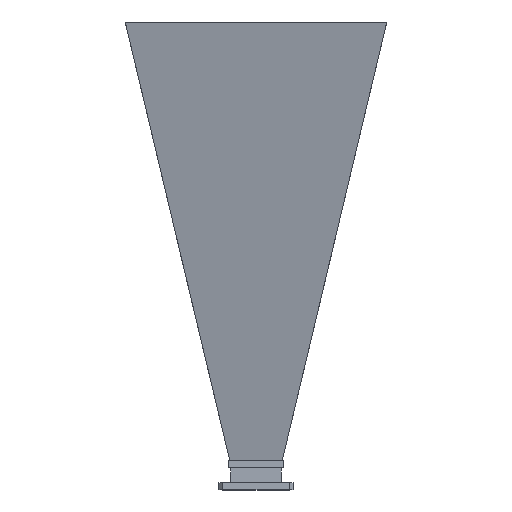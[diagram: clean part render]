
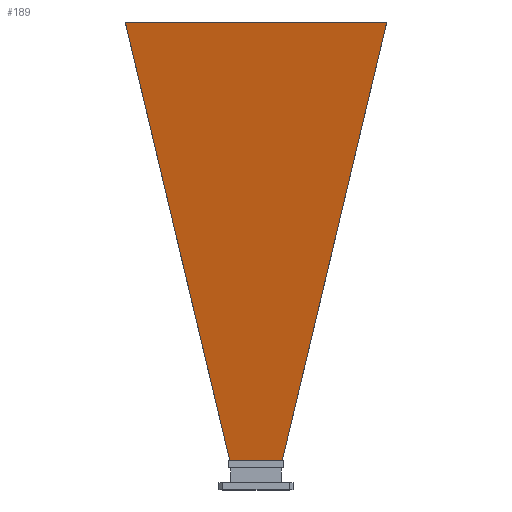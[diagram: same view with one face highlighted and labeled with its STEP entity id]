
A CAD part, top view. The second image highlights one B-rep face of the part: STEP entity #189.
In plain terms, the highlighted planar face has unit normal (0, -0.183, 0.983).
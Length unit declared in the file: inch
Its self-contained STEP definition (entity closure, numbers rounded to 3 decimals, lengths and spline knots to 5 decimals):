
#82 = VECTOR ( 'NONE', #1190, 39.37008 ) ;
#121 = VERTEX_POINT ( 'NONE', #1390 ) ;
#155 = VERTEX_POINT ( 'NONE', #310 ) ;
#162 = DIRECTION ( 'NONE',  ( 0., 0.183, -0.983 ) ) ;
#172 = PLANE ( 'NONE',  #1065 ) ;
#189 = ADVANCED_FACE ( 'NONE', ( #1296 ), #172, .F. ) ;
#310 = CARTESIAN_POINT ( 'NONE',  ( 4.41492, 15.04629, 3.212 ) ) ;
#312 = CARTESIAN_POINT ( 'NONE',  ( -4.41492, 15.04629, 3.212 ) ) ;
#351 = EDGE_CURVE ( 'NONE', #155, #607, #1213, .T. ) ;
#389 = CARTESIAN_POINT ( 'NONE',  ( 1.81573, 0.25, 0.46112 ) ) ;
#502 = LINE ( 'NONE', #389, #1361 ) ;
#543 = CARTESIAN_POINT ( 'NONE',  ( 18.02108, 0.15, 0.44253 ) ) ;
#607 = VERTEX_POINT ( 'NONE', #312 ) ;
#651 = CARTESIAN_POINT ( 'NONE',  ( 1.75689, 3.89836, 1.13941 ) ) ;
#661 = DIRECTION ( 'NONE',  ( 0.228, -0.957, -0.178 ) ) ;
#670 = DIRECTION ( 'NONE',  ( 0., 0.983, 0.183 ) ) ;
#797 = CARTESIAN_POINT ( 'NONE',  ( -1.75689, 3.89836, 1.13941 ) ) ;
#805 = LINE ( 'NONE', #797, #1264 ) ;
#823 = EDGE_CURVE ( 'NONE', #607, #121, #805, .T. ) ;
#860 = CARTESIAN_POINT ( 'NONE',  ( 18.02108, 15.04629, 3.212 ) ) ;
#1002 = ORIENTED_EDGE ( 'NONE', *, *, #1553, .F. ) ;
#1065 = AXIS2_PLACEMENT_3D ( 'NONE', #543, #162, #670 ) ;
#1079 = VERTEX_POINT ( 'NONE', #1584 ) ;
#1182 = ORIENTED_EDGE ( 'NONE', *, *, #351, .T. ) ;
#1190 = DIRECTION ( 'NONE',  ( -1., 0., 0. ) ) ;
#1213 = LINE ( 'NONE', #860, #82 ) ;
#1237 = DIRECTION ( 'NONE',  ( -0.228, -0.957, -0.178 ) ) ;
#1248 = ORIENTED_EDGE ( 'NONE', *, *, #823, .T. ) ;
#1264 = VECTOR ( 'NONE', #661, 39.37008 ) ;
#1296 = FACE_OUTER_BOUND ( 'NONE', #1516, .T. ) ;
#1356 = EDGE_CURVE ( 'NONE', #1079, #121, #502, .T. ) ;
#1361 = VECTOR ( 'NONE', #1379, 39.37008 ) ;
#1370 = LINE ( 'NONE', #651, #1573 ) ;
#1379 = DIRECTION ( 'NONE',  ( -1., 0., 0. ) ) ;
#1389 = ORIENTED_EDGE ( 'NONE', *, *, #1356, .F. ) ;
#1390 = CARTESIAN_POINT ( 'NONE',  ( -0.887, 0.25, 0.46112 ) ) ;
#1516 = EDGE_LOOP ( 'NONE', ( #1182, #1248, #1389, #1002 ) ) ;
#1553 = EDGE_CURVE ( 'NONE', #155, #1079, #1370, .T. ) ;
#1573 = VECTOR ( 'NONE', #1237, 39.37008 ) ;
#1584 = CARTESIAN_POINT ( 'NONE',  ( 0.887, 0.25, 0.46112 ) ) ;
